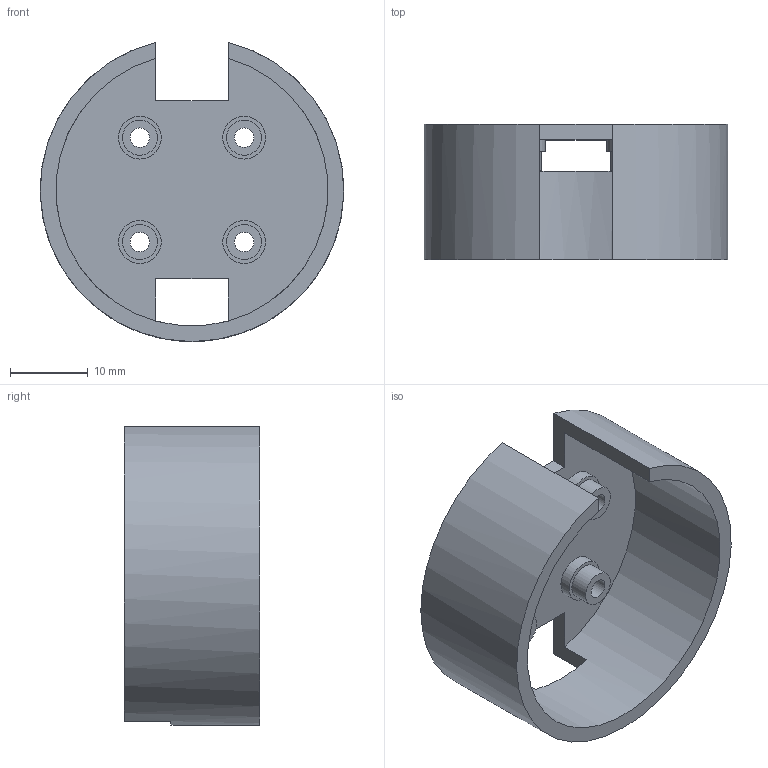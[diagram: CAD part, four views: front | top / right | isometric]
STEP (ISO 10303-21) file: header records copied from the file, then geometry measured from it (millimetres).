
FILE_DESCRIPTION(/* description */ (''),/* implementation_level */ '2;1');
FILE_NAME(/* name */ '',/* time_stamp */ '2025-10-05T15:35:52+08:00',/* author */ (''),/* organization */ (''),/* preprocessor_version */ 'ST-DEVELOPER v20.1',/* originating_system */ 'Autodesk Translation Framework v14.17.0.0',/* authorisation */ '');
FILE_SCHEMA (('AUTOMOTIVE_DESIGN { 1 0 10303 214 3 1 1 }'));
Length unit declared in the file: millimetre
Products named in the file (1): 2025-10-05-15-35-52-011
Bounding box: 39 x 17.4 x 38.44 mm (x, y, z)
Volume: 5364.9 mm3; surface area: 6243.9 mm2
Topology: 1 solids, 1 shells, 192 faces, 528 edges, 352 vertices
Faces by surface type: bspline 143, plane 31, cylinder 18
Full cylindrical faces by diameter (mm): 2.5 x4, 4.5 x8, 5.5 x4
Entity records: 7495 total; most frequent: CARTESIAN_POINT 3504, ORIENTED_EDGE 1056, EDGE_CURVE 528, DIRECTION 382, VERTEX_POINT 352, B_SPLINE_CURVE_WITH_KNOTS 286, EDGE_LOOP 216, LINE 202
